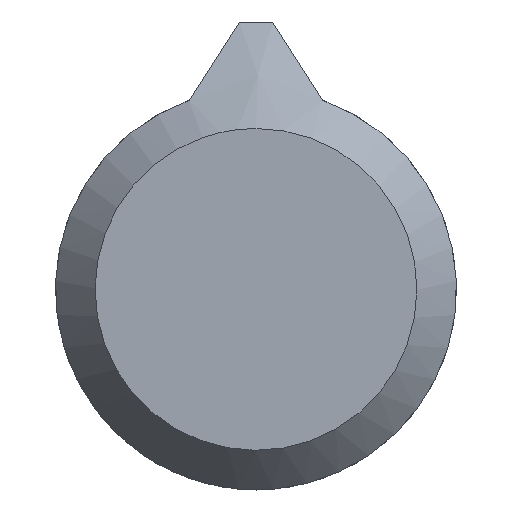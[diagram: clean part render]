
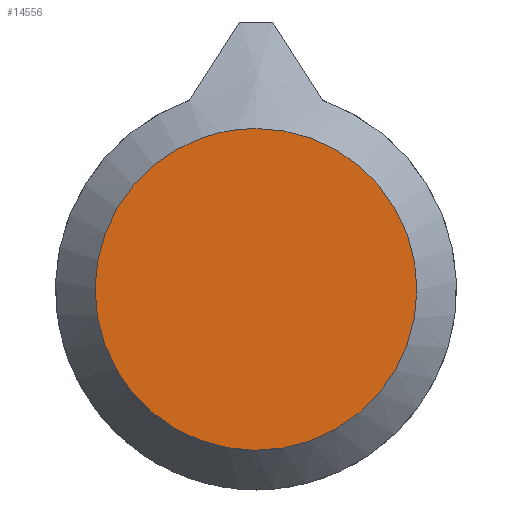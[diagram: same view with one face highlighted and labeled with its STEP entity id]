
A CAD part, front view. The second image highlights one B-rep face of the part: STEP entity #14556.
In plain terms, the highlighted planar face has unit normal (0, -1, 0).
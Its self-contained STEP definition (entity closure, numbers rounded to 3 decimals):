
#1221 = DIRECTION ( 'NONE',  ( 0., 1., 0. ) ) ;
#3935 = CARTESIAN_POINT ( 'NONE',  ( 0., 0., 0. ) ) ;
#4069 = AXIS2_PLACEMENT_3D ( 'NONE', #3935, #1221, #13486 ) ;
#4512 = ORIENTED_EDGE ( 'NONE', *, *, #17285, .T. ) ;
#5258 = PLANE ( 'NONE',  #4069 ) ;
#5877 = DIRECTION ( 'NONE',  ( 0., -1., 0. ) ) ;
#6543 = CIRCLE ( 'NONE', #11305, 4.814 ) ;
#6623 = CARTESIAN_POINT ( 'NONE',  ( 0., 0., -4.814 ) ) ;
#7380 = VERTEX_POINT ( 'NONE', #6623 ) ;
#8636 = CARTESIAN_POINT ( 'NONE',  ( 0., 0., 0. ) ) ;
#9045 = EDGE_LOOP ( 'NONE', ( #4512 ) ) ;
#11305 = AXIS2_PLACEMENT_3D ( 'NONE', #8636, #5877, #15560 ) ;
#13486 = DIRECTION ( 'NONE',  ( 0., 0., 1. ) ) ;
#14053 = FACE_OUTER_BOUND ( 'NONE', #9045, .T. ) ;
#14556 = ADVANCED_FACE ( 'NONE', ( #14053 ), #5258, .F. ) ;
#15560 = DIRECTION ( 'NONE',  ( 0., 0., -1. ) ) ;
#17285 = EDGE_CURVE ( 'NONE', #7380, #7380, #6543, .T. ) ;
